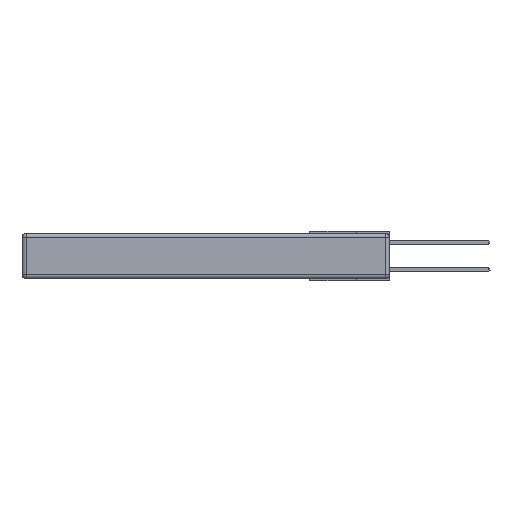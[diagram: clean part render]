
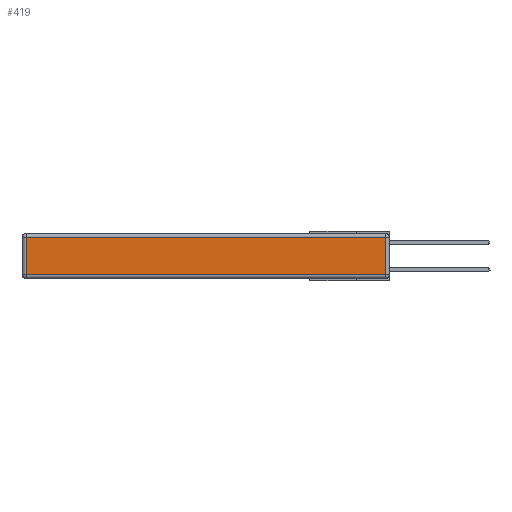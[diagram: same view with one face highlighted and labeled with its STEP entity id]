
A CAD part, left-side view. The second image highlights one B-rep face of the part: STEP entity #419.
In plain terms, the highlighted planar face has unit normal (-1, 0, 0).
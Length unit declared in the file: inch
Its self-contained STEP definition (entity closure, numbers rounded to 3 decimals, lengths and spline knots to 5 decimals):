
#419 = ADVANCED_FACE ( 'NONE', ( #7210 ), #13588, .T. ) ;
#998 = VECTOR ( 'NONE', #1881, 39.37008 ) ;
#1881 = DIRECTION ( 'NONE',  ( 0., 0., -1. ) ) ;
#3542 = CARTESIAN_POINT ( 'NONE',  ( 0., 2.72, -0.03 ) ) ;
#3681 = LINE ( 'NONE', #14269, #10461 ) ;
#3713 = EDGE_CURVE ( 'NONE', #4085, #7363, #3681, .T. ) ;
#4085 = VERTEX_POINT ( 'NONE', #15539 ) ;
#4181 = EDGE_CURVE ( 'NONE', #15300, #13160, #11380, .T. ) ;
#6205 = LINE ( 'NONE', #16307, #11938 ) ;
#6960 = DIRECTION ( 'NONE',  ( -1., 0., 0. ) ) ;
#7210 = FACE_OUTER_BOUND ( 'NONE', #13106, .T. ) ;
#7363 = VERTEX_POINT ( 'NONE', #3542 ) ;
#8654 = DIRECTION ( 'NONE',  ( 0., 0., 1. ) ) ;
#8950 = ORIENTED_EDGE ( 'NONE', *, *, #18339, .T. ) ;
#10461 = VECTOR ( 'NONE', #10714, 39.37008 ) ;
#10714 = DIRECTION ( 'NONE',  ( 0., 1., 0. ) ) ;
#11380 = LINE ( 'NONE', #14225, #16832 ) ;
#11880 = CARTESIAN_POINT ( 'NONE',  ( 0., 2.72, -0.343 ) ) ;
#11938 = VECTOR ( 'NONE', #17914, 39.37008 ) ;
#12026 = AXIS2_PLACEMENT_3D ( 'NONE', #18616, #6960, #8654 ) ;
#13106 = EDGE_LOOP ( 'NONE', ( #15512, #19606, #20891, #8950 ) ) ;
#13160 = VERTEX_POINT ( 'NONE', #17216 ) ;
#13588 = PLANE ( 'NONE',  #12026 ) ;
#14158 = DIRECTION ( 'NONE',  ( 0., -1., 0. ) ) ;
#14225 = CARTESIAN_POINT ( 'NONE',  ( 0., 0., -0.313 ) ) ;
#14269 = CARTESIAN_POINT ( 'NONE',  ( 0., 2.75, -0.03 ) ) ;
#15089 = LINE ( 'NONE', #11880, #998 ) ;
#15300 = VERTEX_POINT ( 'NONE', #20358 ) ;
#15512 = ORIENTED_EDGE ( 'NONE', *, *, #4181, .T. ) ;
#15539 = CARTESIAN_POINT ( 'NONE',  ( 0., 0.03, -0.03 ) ) ;
#16307 = CARTESIAN_POINT ( 'NONE',  ( 0., 0.03, -0.343 ) ) ;
#16832 = VECTOR ( 'NONE', #14158, 39.37008 ) ;
#17216 = CARTESIAN_POINT ( 'NONE',  ( 0., 0.03, -0.313 ) ) ;
#17914 = DIRECTION ( 'NONE',  ( 0., 0., 1. ) ) ;
#18339 = EDGE_CURVE ( 'NONE', #7363, #15300, #15089, .T. ) ;
#18616 = CARTESIAN_POINT ( 'NONE',  ( 0., 0., -0.343 ) ) ;
#19390 = EDGE_CURVE ( 'NONE', #13160, #4085, #6205, .T. ) ;
#19606 = ORIENTED_EDGE ( 'NONE', *, *, #19390, .T. ) ;
#20358 = CARTESIAN_POINT ( 'NONE',  ( 0., 2.72, -0.313 ) ) ;
#20891 = ORIENTED_EDGE ( 'NONE', *, *, #3713, .T. ) ;
